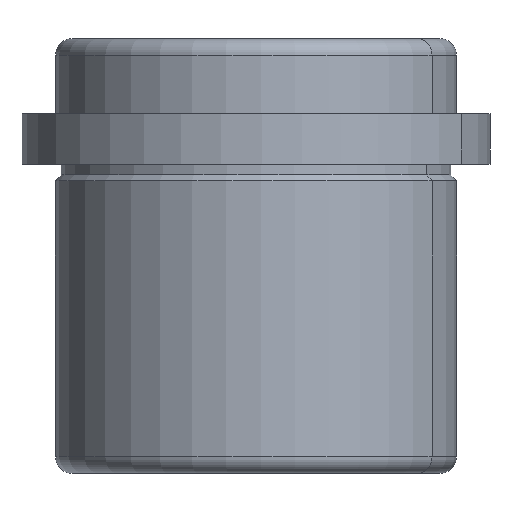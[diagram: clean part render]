
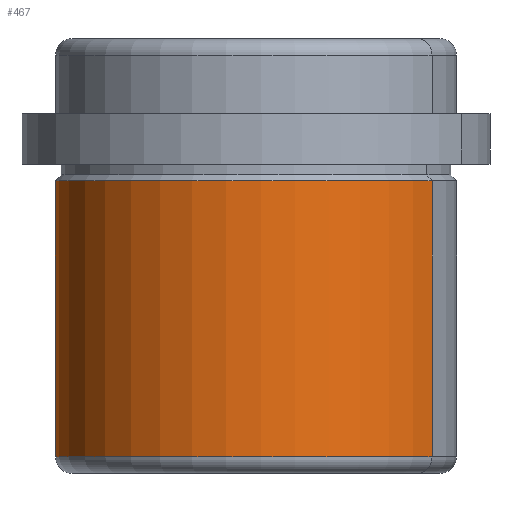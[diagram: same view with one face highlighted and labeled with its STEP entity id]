
A CAD part, front view. The second image highlights one B-rep face of the part: STEP entity #467.
In plain terms, the highlighted cylindrical face has radius 24 mm (diameter 48 mm), a partial arc.
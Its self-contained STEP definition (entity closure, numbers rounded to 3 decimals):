
#149=CARTESIAN_POINT('Vertex',(-21.062,11.506,-2.)) ;
#151=CARTESIAN_POINT('Vertex',(21.062,-11.506,-2.)) ;
#180=CARTESIAN_POINT('Axis2P3D Location',(0.,0.,-2.)) ;
#339=CARTESIAN_POINT('Axis2P3D Location',(0.,0.,-11.)) ;
#430=CARTESIAN_POINT('Line Origine',(-21.062,11.506,-11.)) ;
#434=CARTESIAN_POINT('Vertex',(-21.062,11.506,-35.)) ;
#437=CARTESIAN_POINT('Line Origine',(21.062,-11.506,-11.)) ;
#441=CARTESIAN_POINT('Vertex',(21.062,-11.506,-35.)) ;
#456=CARTESIAN_POINT('Axis2P3D Location',(0.,0.,-35.)) ;
#181=DIRECTION('Axis2P3D Direction',(0.,0.,-1.)) ;
#340=DIRECTION('Axis2P3D Direction',(0.,0.,-1.)) ;
#341=DIRECTION('Axis2P3D XDirection',(-0.878,0.479,-0.)) ;
#431=DIRECTION('Vector Direction',(0.,0.,-1.)) ;
#438=DIRECTION('Vector Direction',(0.,0.,-1.)) ;
#457=DIRECTION('Axis2P3D Direction',(0.,0.,-1.)) ;
#182=AXIS2_PLACEMENT_3D('Circle Axis2P3D',#180,#181,$) ;
#342=AXIS2_PLACEMENT_3D('Cylinder Axis2P3D',#339,#340,#341) ;
#458=AXIS2_PLACEMENT_3D('Circle Axis2P3D',#456,#457,$) ;
#462=ORIENTED_EDGE('',*,*,#443,.T.) ;
#463=ORIENTED_EDGE('',*,*,#184,.T.) ;
#464=ORIENTED_EDGE('',*,*,#436,.F.) ;
#465=ORIENTED_EDGE('',*,*,#460,.F.) ;
#432=VECTOR('Line Direction',#431,1.) ;
#439=VECTOR('Line Direction',#438,1.) ;
#467=ADVANCED_FACE('PartBody',(#466),#343,.T.) ;
#183=CIRCLE('generated circle',#182,24.) ;
#459=CIRCLE('generated circle',#458,24.) ;
#343=CYLINDRICAL_SURFACE('generated cylinder',#342,24.) ;
#184=EDGE_CURVE('',#152,#150,#183,.T.) ;
#436=EDGE_CURVE('',#435,#150,#433,.F.) ;
#443=EDGE_CURVE('',#442,#152,#440,.F.) ;
#460=EDGE_CURVE('',#442,#435,#459,.T.) ;
#461=EDGE_LOOP('',(#462,#463,#464,#465)) ;
#466=FACE_OUTER_BOUND('',#461,.T.) ;
#433=LINE('Line',#430,#432) ;
#440=LINE('Line',#437,#439) ;
#150=VERTEX_POINT('',#149) ;
#152=VERTEX_POINT('',#151) ;
#435=VERTEX_POINT('',#434) ;
#442=VERTEX_POINT('',#441) ;
